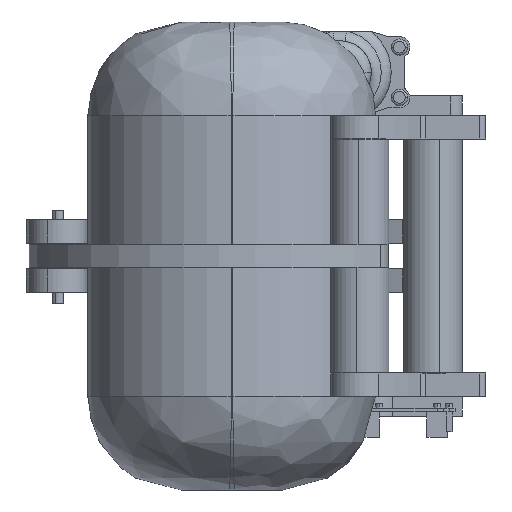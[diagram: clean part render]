
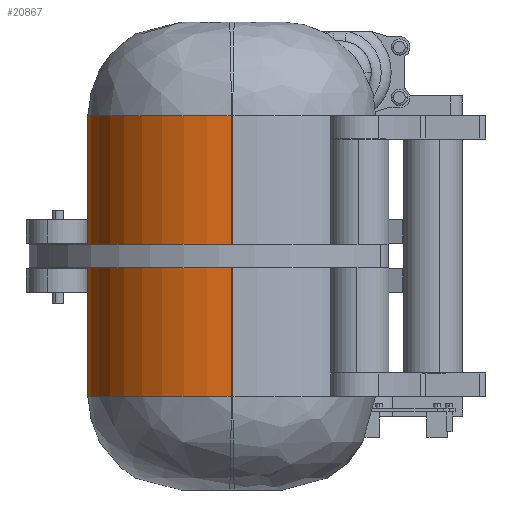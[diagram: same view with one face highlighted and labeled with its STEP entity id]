
A CAD part, left-side view. The second image highlights one B-rep face of the part: STEP entity #20867.
In plain terms, the highlighted cylindrical face has radius 60.079 mm (diameter 120.158 mm), a partial arc.
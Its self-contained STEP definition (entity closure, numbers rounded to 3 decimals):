
#27 = VERTEX_POINT ( 'NONE', #5945 ) ;
#805 = VECTOR ( 'NONE', #1389, 1000. ) ;
#839 = ORIENTED_EDGE ( 'NONE', *, *, #18060, .T. ) ;
#1020 = CARTESIAN_POINT ( 'NONE',  ( 62.377, 9.366, -130. ) ) ;
#1305 = CARTESIAN_POINT ( 'NONE',  ( 62.377, 9.366, -90. ) ) ;
#1389 = DIRECTION ( 'NONE',  ( 0., 0., 1. ) ) ;
#1679 = CARTESIAN_POINT ( 'NONE',  ( 3.381, 20.719, 30. ) ) ;
#2553 = CYLINDRICAL_SURFACE ( 'NONE', #6353, 60.079 ) ;
#3311 = CIRCLE ( 'NONE', #12317, 60.079 ) ;
#3575 = DIRECTION ( 'NONE',  ( 0., 0., -1. ) ) ;
#3649 = CARTESIAN_POINT ( 'NONE',  ( 3.381, 20.719, -90. ) ) ;
#4120 = DIRECTION ( 'NONE',  ( 1., 0., 0. ) ) ;
#4569 = VERTEX_POINT ( 'NONE', #13834 ) ;
#5945 = CARTESIAN_POINT ( 'NONE',  ( -54.361, 37.314, 30. ) ) ;
#6353 = AXIS2_PLACEMENT_3D ( 'NONE', #18954, #21005, #14863 ) ;
#6399 = VECTOR ( 'NONE', #3575, 1000. ) ;
#7612 = CARTESIAN_POINT ( 'NONE',  ( 62.377, 9.366, 30. ) ) ;
#8031 = ORIENTED_EDGE ( 'NONE', *, *, #11202, .T. ) ;
#10867 = ORIENTED_EDGE ( 'NONE', *, *, #16678, .T. ) ;
#11202 = EDGE_CURVE ( 'NONE', #27, #4569, #20804, .T. ) ;
#11614 = DIRECTION ( 'NONE',  ( 1., 0., 0. ) ) ;
#11766 = EDGE_CURVE ( 'NONE', #4569, #23440, #23315, .T. ) ;
#12317 = AXIS2_PLACEMENT_3D ( 'NONE', #1679, #24573, #4120 ) ;
#13139 = FACE_OUTER_BOUND ( 'NONE', #14242, .T. ) ;
#13834 = CARTESIAN_POINT ( 'NONE',  ( -54.361, 37.314, -90. ) ) ;
#14242 = EDGE_LOOP ( 'NONE', ( #25984, #10867, #839, #8031 ) ) ;
#14863 = DIRECTION ( 'NONE',  ( 1., 0., 0. ) ) ;
#15733 = DIRECTION ( 'NONE',  ( 0., 0., 1. ) ) ;
#15920 = VERTEX_POINT ( 'NONE', #7612 ) ;
#16678 = EDGE_CURVE ( 'NONE', #23440, #15920, #22563, .T. ) ;
#18060 = EDGE_CURVE ( 'NONE', #15920, #27, #3311, .T. ) ;
#18954 = CARTESIAN_POINT ( 'NONE',  ( 3.381, 20.719, -130. ) ) ;
#19602 = CARTESIAN_POINT ( 'NONE',  ( -54.361, 37.314, -130. ) ) ;
#20804 = LINE ( 'NONE', #19602, #6399 ) ;
#20867 = ADVANCED_FACE ( 'NONE', ( #13139 ), #2553, .T. ) ;
#21005 = DIRECTION ( 'NONE',  ( 0., 0., 1. ) ) ;
#22563 = LINE ( 'NONE', #1020, #805 ) ;
#23315 = CIRCLE ( 'NONE', #24462, 60.079 ) ;
#23440 = VERTEX_POINT ( 'NONE', #1305 ) ;
#24462 = AXIS2_PLACEMENT_3D ( 'NONE', #3649, #15733, #11614 ) ;
#24573 = DIRECTION ( 'NONE',  ( 0., 0., -1. ) ) ;
#25984 = ORIENTED_EDGE ( 'NONE', *, *, #11766, .T. ) ;
